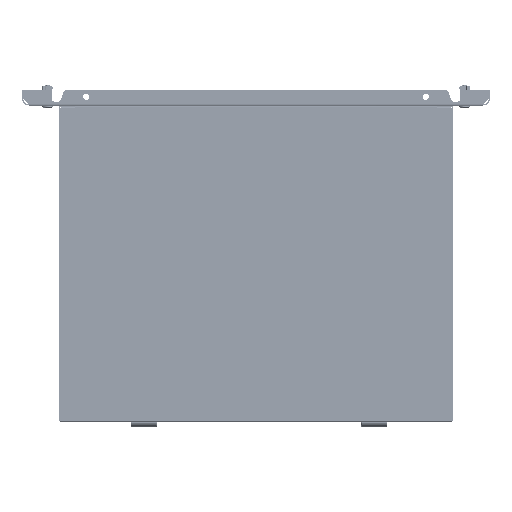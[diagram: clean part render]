
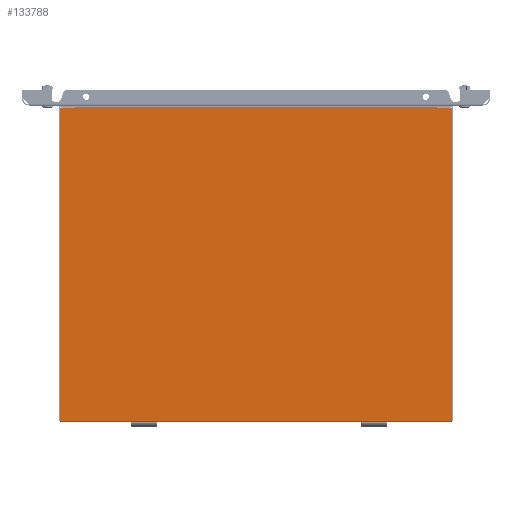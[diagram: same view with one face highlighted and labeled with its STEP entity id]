
A CAD part, front view. The second image highlights one B-rep face of the part: STEP entity #133788.
In plain terms, the highlighted face is planar.
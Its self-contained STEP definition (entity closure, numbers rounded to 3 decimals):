
#3549 = CARTESIAN_POINT ( 'NONE',  ( -248.5, -198.5, 1.5 ) ) ;
#3573 = FACE_OUTER_BOUND ( 'NONE', #63113, .T. ) ;
#3578 = PLANE ( 'NONE',  #31234 ) ;
#3588 = DIRECTION ( 'NONE',  ( 0., 0., 1. ) ) ;
#3593 = DIRECTION ( 'NONE',  ( 1., 0., 0. ) ) ;
#31234 = AXIS2_PLACEMENT_3D ( 'NONE', #3549, #3588, #3593 ) ;
#35406 = LINE ( 'NONE', #35433, #77061 ) ;
#35425 = LINE ( 'NONE', #35429, #77063 ) ;
#35429 = CARTESIAN_POINT ( 'NONE',  ( 248.5, 198.5, 1.5 ) ) ;
#35431 = DIRECTION ( 'NONE',  ( 0., 1., 0. ) ) ;
#35433 = CARTESIAN_POINT ( 'NONE',  ( 248.5, 198.49, 1.5 ) ) ;
#35437 = DIRECTION ( 'NONE',  ( -1., 0., 0. ) ) ;
#35439 = LINE ( 'NONE', #35442, #77067 ) ;
#35442 = CARTESIAN_POINT ( 'NONE',  ( -248.5, 198.5, 1.5 ) ) ;
#35444 = DIRECTION ( 'NONE',  ( 0., -1., 0. ) ) ;
#35446 = LINE ( 'NONE', #35449, #77069 ) ;
#35449 = CARTESIAN_POINT ( 'NONE',  ( -248.5, -198.5, 1.5 ) ) ;
#35451 = DIRECTION ( 'NONE',  ( 1., 0., 0. ) ) ;
#35453 = LINE ( 'NONE', #35456, #77071 ) ;
#35456 = CARTESIAN_POINT ( 'NONE',  ( -230., -198.5, 1.5 ) ) ;
#35458 = DIRECTION ( 'NONE',  ( 0., -1., 0. ) ) ;
#35460 = LINE ( 'NONE', #35463, #77072 ) ;
#35463 = CARTESIAN_POINT ( 'NONE',  ( -230., -199.99, 1.5 ) ) ;
#35465 = DIRECTION ( 'NONE',  ( 1., 0., 0. ) ) ;
#35467 = LINE ( 'NONE', #35470, #77074 ) ;
#35470 = CARTESIAN_POINT ( 'NONE',  ( 230., -198.5, 1.5 ) ) ;
#35472 = DIRECTION ( 'NONE',  ( 0., 1., 0. ) ) ;
#35474 = LINE ( 'NONE', #35477, #77076 ) ;
#35477 = CARTESIAN_POINT ( 'NONE',  ( -248.5, -198.5, 1.5 ) ) ;
#35479 = DIRECTION ( 'NONE',  ( 1., 0., 0. ) ) ;
#39668 = CARTESIAN_POINT ( 'NONE',  ( 248.5, -198.5, 1.5 ) ) ;
#39670 = CARTESIAN_POINT ( 'NONE',  ( 248.5, 198.49, 1.5 ) ) ;
#39681 = CARTESIAN_POINT ( 'NONE',  ( -248.5, 198.49, 1.5 ) ) ;
#39683 = CARTESIAN_POINT ( 'NONE',  ( -248.5, -198.5, 1.5 ) ) ;
#39685 = CARTESIAN_POINT ( 'NONE',  ( -230., -198.5, 1.5 ) ) ;
#39687 = CARTESIAN_POINT ( 'NONE',  ( -230., -199.99, 1.5 ) ) ;
#39689 = CARTESIAN_POINT ( 'NONE',  ( 230., -199.99, 1.5 ) ) ;
#39691 = CARTESIAN_POINT ( 'NONE',  ( 230., -198.5, 1.5 ) ) ;
#47369 = VERTEX_POINT ( 'NONE', #39668 ) ;
#47371 = VERTEX_POINT ( 'NONE', #39670 ) ;
#47386 = VERTEX_POINT ( 'NONE', #39681 ) ;
#47390 = VERTEX_POINT ( 'NONE', #39683 ) ;
#47393 = VERTEX_POINT ( 'NONE', #39685 ) ;
#47395 = VERTEX_POINT ( 'NONE', #39687 ) ;
#47399 = VERTEX_POINT ( 'NONE', #39689 ) ;
#47402 = VERTEX_POINT ( 'NONE', #39691 ) ;
#63113 = EDGE_LOOP ( 'NONE', ( #103893, #103894, #103895, #103896, #103897, #103898, #103899, #103900 ) ) ;
#77061 = VECTOR ( 'NONE', #35437, 1000. ) ;
#77063 = VECTOR ( 'NONE', #35431, 1000. ) ;
#77067 = VECTOR ( 'NONE', #35444, 1000. ) ;
#77069 = VECTOR ( 'NONE', #35451, 1000. ) ;
#77071 = VECTOR ( 'NONE', #35458, 1000. ) ;
#77072 = VECTOR ( 'NONE', #35465, 1000. ) ;
#77074 = VECTOR ( 'NONE', #35472, 1000. ) ;
#77076 = VECTOR ( 'NONE', #35479, 1000. ) ;
#103893 = ORIENTED_EDGE ( 'NONE', *, *, #138303, .T. ) ;
#103894 = ORIENTED_EDGE ( 'NONE', *, *, #138307, .T. ) ;
#103895 = ORIENTED_EDGE ( 'NONE', *, *, #138312, .T. ) ;
#103896 = ORIENTED_EDGE ( 'NONE', *, *, #138318, .T. ) ;
#103897 = ORIENTED_EDGE ( 'NONE', *, *, #138322, .T. ) ;
#103898 = ORIENTED_EDGE ( 'NONE', *, *, #138327, .T. ) ;
#103899 = ORIENTED_EDGE ( 'NONE', *, *, #138332, .T. ) ;
#103900 = ORIENTED_EDGE ( 'NONE', *, *, #138336, .T. ) ;
#133788 = ADVANCED_FACE ( 'NONE', ( #3573 ), #3578, .T. ) ;
#138303 = EDGE_CURVE ( 'NONE', #47369, #47371, #35425, .T. ) ;
#138307 = EDGE_CURVE ( 'NONE', #47371, #47386, #35406, .T. ) ;
#138312 = EDGE_CURVE ( 'NONE', #47386, #47390, #35439, .T. ) ;
#138318 = EDGE_CURVE ( 'NONE', #47390, #47393, #35446, .T. ) ;
#138322 = EDGE_CURVE ( 'NONE', #47393, #47395, #35453, .T. ) ;
#138327 = EDGE_CURVE ( 'NONE', #47395, #47399, #35460, .T. ) ;
#138332 = EDGE_CURVE ( 'NONE', #47399, #47402, #35467, .T. ) ;
#138336 = EDGE_CURVE ( 'NONE', #47402, #47369, #35474, .T. ) ;
